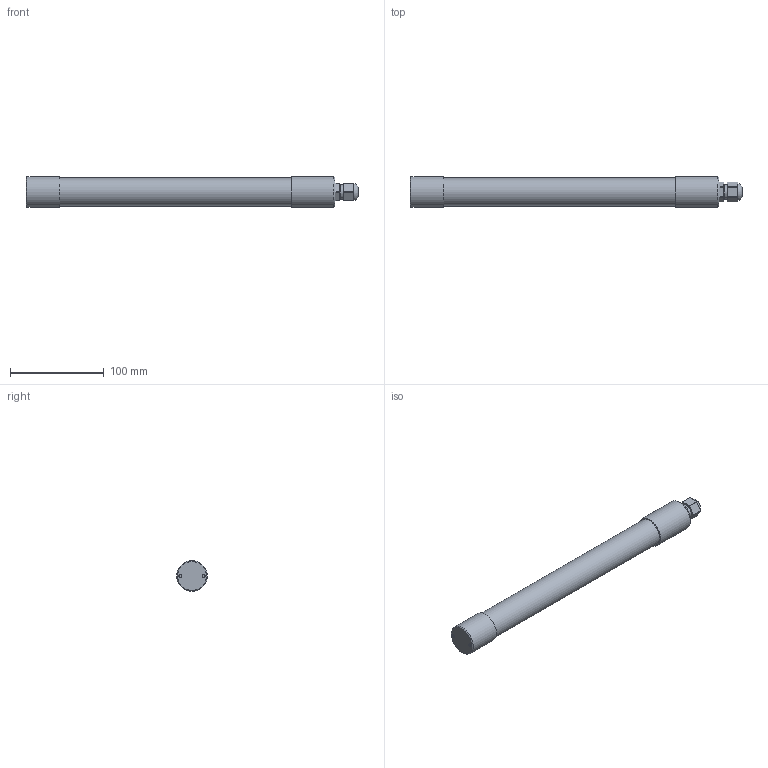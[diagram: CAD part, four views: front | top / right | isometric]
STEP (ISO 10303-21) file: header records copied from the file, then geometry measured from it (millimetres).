
FILE_DESCRIPTION(/* description */ (''),/* implementation_level */ '2;1');
FILE_NAME(/* name */ 'KE-LED-EX 3010.stp',/* time_stamp */ '2025-05-20T11:45:06+02:00',/* author */ ('stree'),/* organization */ (''),/* preprocessor_version */ 'ST-DEVELOPER v20.1',/* originating_system */ 'Autodesk Inventor 2026',/* authorisation */ '');
FILE_SCHEMA (('AUTOMOTIVE_DESIGN { 1 0 10303 214 3 1 1 }'));
Length unit declared in the file: millimetre
Products named in the file (6): KE-LED-EX 3010 Baugruppe; Kabelverschraubung M16; KE-LED-EX 3010 3.Platine; KE-LED-EX 3010 Rohr; Abschlussverschraubung_oben_30; KE-LED-EX 3010 Verschraubung Unten
Assembly tree (5 placements, depth 2):
  KE-LED-EX 3010 Baugruppe
    Kabelverschraubung M16
    KE-LED-EX 3010 3.Platine
    KE-LED-EX 3010 Rohr
    Abschlussverschraubung_oben_30
    KE-LED-EX 3010 Verschraubung Unten
Bounding box: 354.75 x 33 x 33 mm (x, y, z)
Volume: 180077.5 mm3; surface area: 102231.9 mm2
Topology: 5 solids, 6 shells, 149 faces, 285 edges, 183 vertices
Faces by surface type: plane 75, cylinder 51, torus 16, cone 6, bspline 1
Full cylindrical faces by diameter (mm): 3 x10, 3.3 x4, 7 x1, 8 x2, 10 x1, 13 x1, 15 x1, 15.3 x1, 16 x2, 24 x3, 28 x4, 29 x4, 30 x1, 30.5 x2, 33 x2
Entity records: 4151 total; most frequent: DIRECTION 755, CARTESIAN_POINT 654, ORIENTED_EDGE 570, AXIS2_PLACEMENT_3D 311, EDGE_CURVE 285, EDGE_LOOP 192, VERTEX_POINT 183, CIRCLE 152
